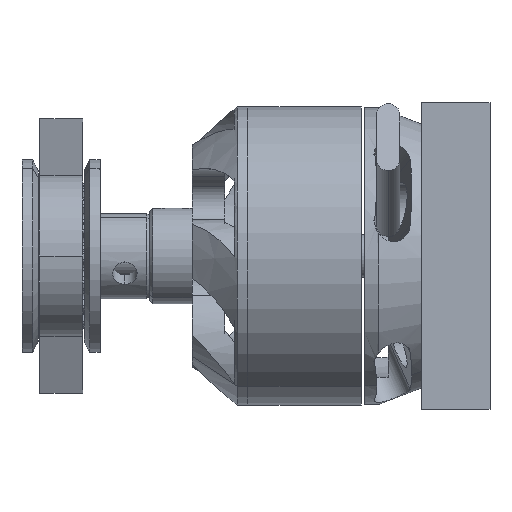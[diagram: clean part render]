
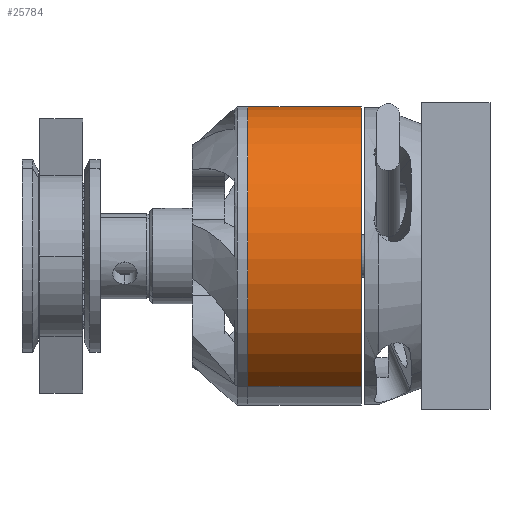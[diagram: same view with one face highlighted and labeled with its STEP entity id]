
A CAD part, left-side view. The second image highlights one B-rep face of the part: STEP entity #25784.
In plain terms, the highlighted cylindrical face has radius 13.9 mm (diameter 27.8 mm), a partial arc.
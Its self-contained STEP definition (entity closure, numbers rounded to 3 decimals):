
#79 = VECTOR ( 'NONE', #9126, 1000. ) ;
#603 = CARTESIAN_POINT ( 'NONE',  ( 0., 16.239, 13.9 ) ) ;
#1207 = CARTESIAN_POINT ( 'NONE',  ( 0., 16.239, -13.9 ) ) ;
#2719 = EDGE_LOOP ( 'NONE', ( #20369, #5846, #14496, #17582 ) ) ;
#2818 = CARTESIAN_POINT ( 'NONE',  ( 0., 5.639, -13.9 ) ) ;
#3787 = AXIS2_PLACEMENT_3D ( 'NONE', #13706, #23887, #7262 ) ;
#4027 = CIRCLE ( 'NONE', #8070, 13.9 ) ;
#4296 = CARTESIAN_POINT ( 'NONE',  ( 0., 16.239, -13.9 ) ) ;
#4627 = EDGE_CURVE ( 'NONE', #5892, #12631, #21439, .T. ) ;
#5653 = EDGE_CURVE ( 'NONE', #5892, #19636, #23340, .T. ) ;
#5846 = ORIENTED_EDGE ( 'NONE', *, *, #4627, .F. ) ;
#5892 = VERTEX_POINT ( 'NONE', #1207 ) ;
#6351 = EDGE_CURVE ( 'NONE', #12631, #22559, #10055, .T. ) ;
#7262 = DIRECTION ( 'NONE',  ( 0., 0., -1. ) ) ;
#8070 = AXIS2_PLACEMENT_3D ( 'NONE', #20199, #15800, #18218 ) ;
#9126 = DIRECTION ( 'NONE',  ( 0., -1., 0. ) ) ;
#10055 = LINE ( 'NONE', #25376, #79 ) ;
#10625 = CYLINDRICAL_SURFACE ( 'NONE', #3787, 13.9 ) ;
#12088 = CARTESIAN_POINT ( 'NONE',  ( 0., 5.639, 13.9 ) ) ;
#12631 = VERTEX_POINT ( 'NONE', #603 ) ;
#13706 = CARTESIAN_POINT ( 'NONE',  ( 0., 16.239, 0. ) ) ;
#13847 = FACE_OUTER_BOUND ( 'NONE', #2719, .T. ) ;
#14496 = ORIENTED_EDGE ( 'NONE', *, *, #5653, .T. ) ;
#14860 = CARTESIAN_POINT ( 'NONE',  ( 0., 16.239, 0. ) ) ;
#15800 = DIRECTION ( 'NONE',  ( 0., 1., 0. ) ) ;
#17582 = ORIENTED_EDGE ( 'NONE', *, *, #24588, .T. ) ;
#18218 = DIRECTION ( 'NONE',  ( 0., 0., 1. ) ) ;
#19636 = VERTEX_POINT ( 'NONE', #2818 ) ;
#20087 = VECTOR ( 'NONE', #22796, 1000. ) ;
#20199 = CARTESIAN_POINT ( 'NONE',  ( 0., 5.639, 0. ) ) ;
#20369 = ORIENTED_EDGE ( 'NONE', *, *, #6351, .F. ) ;
#21439 = CIRCLE ( 'NONE', #26407, 13.9 ) ;
#22559 = VERTEX_POINT ( 'NONE', #12088 ) ;
#22796 = DIRECTION ( 'NONE',  ( 0., -1., 0. ) ) ;
#23060 = DIRECTION ( 'NONE',  ( 0., 1., 0. ) ) ;
#23149 = DIRECTION ( 'NONE',  ( 0., 0., 1. ) ) ;
#23340 = LINE ( 'NONE', #4296, #20087 ) ;
#23887 = DIRECTION ( 'NONE',  ( 0., -1., 0. ) ) ;
#24588 = EDGE_CURVE ( 'NONE', #19636, #22559, #4027, .T. ) ;
#25376 = CARTESIAN_POINT ( 'NONE',  ( 0., 16.239, 13.9 ) ) ;
#25784 = ADVANCED_FACE ( 'NONE', ( #13847 ), #10625, .T. ) ;
#26407 = AXIS2_PLACEMENT_3D ( 'NONE', #14860, #23060, #23149 ) ;
